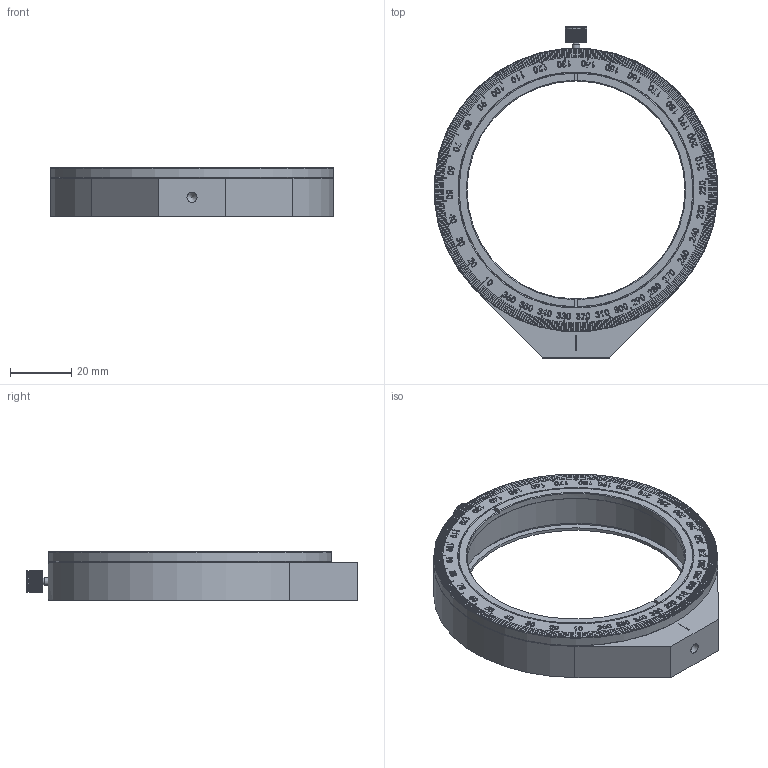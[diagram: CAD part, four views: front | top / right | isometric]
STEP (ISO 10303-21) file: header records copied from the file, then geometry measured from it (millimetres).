
FILE_DESCRIPTION (( 'STEP AP203' ), '1' );
FILE_NAME ('522304.STEP', '2024-06-24T02:42:12', ( 'Windows User' ), ( 'P R C' ), 'SwSTEP 2.0', 'SolidWorks 2020', '' );
FILE_SCHEMA (( 'CONFIG_CONTROL_DESIGN' ));
Length unit declared in the file: millimetre
Products named in the file (1): 522304
Bounding box: 92.68 x 108.7 x 16 mm (x, y, z)
Volume: 39946.2 mm3; surface area: 27341.6 mm2
Topology: 4 solids, 4 shells, 2404 faces, 6707 edges, 4470 vertices
Faces by surface type: plane 1991, bspline 333, cylinder 67, cone 13
Full cylindrical faces by diameter (mm): 2.05 x1, 2.1 x1, 2.5 x1, 3.3 x1, 71.4 x1, 74.05 x1, 76.45 x1, 77.089 x1, 78.05 x1, 81.4 x2, 83 x2, 93 x1
Entity records: 119916 total; most frequent: CARTESIAN_POINT 61229, ORIENTED_EDGE 13350, DIRECTION 10192, EDGE_CURVE 6675, VERTEX_POINT 4461, VECTOR 4310, LINE 4310, AXIS2_PLACEMENT_3D 2941
